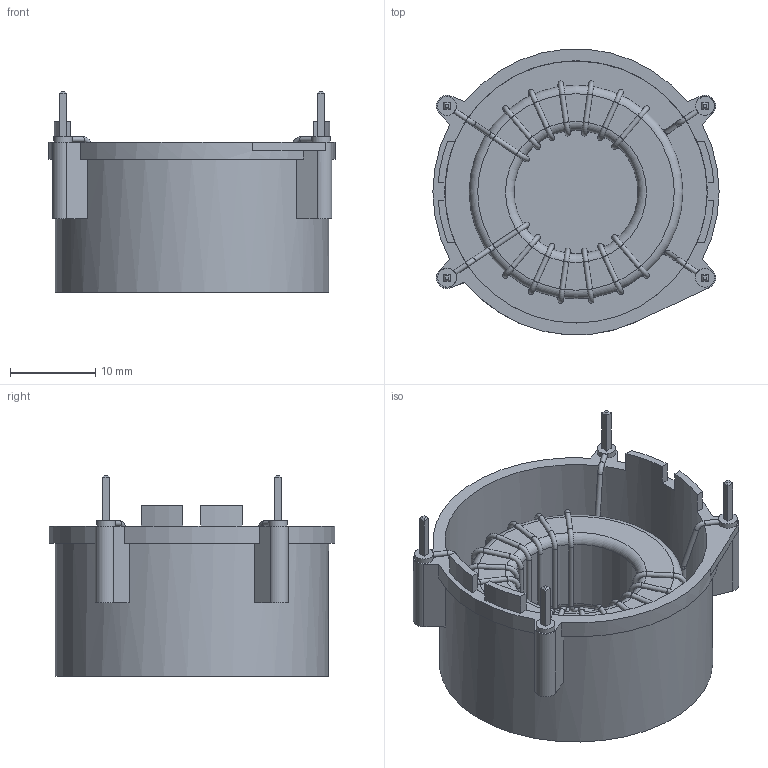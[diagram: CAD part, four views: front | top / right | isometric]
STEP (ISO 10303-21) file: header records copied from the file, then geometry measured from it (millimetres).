
FILE_DESCRIPTION( ( 'Unknown' ), '1' );
FILE_NAME( '7446923010.stp', 'Unknown', ( 'Unknown' ), ( 'Unknown' ), 'XStep 1.0', 'Unknown', ' ' );
FILE_SCHEMA( ( 'automotive_design' ) );
Length unit declared in the file: millimetre
Products named in the file (2): 1; 2
Bounding box: 33.5 x 33.42 x 23.5 mm (x, y, z)
Volume: 6183.8 mm3; surface area: 8311.5 mm2
Topology: 2 solids, 6 shells, 435 faces, 1034 edges, 643 vertices
Faces by surface type: plane 253, cylinder 84, torus 38, extrusion 32, bspline 28
Full cylindrical faces by diameter (mm): 0.6 x64, 2.2 x4, 14.5 x1, 25 x1, 30.7 x1, 32 x1
Entity records: 21477 total; most frequent: CARTESIAN_POINT 9193, ORIENTED_EDGE 1766, DIRECTION 1523, EDGE_CURVE 883, VERTEX_POINT 636, EDGE_LOOP 617, FACE_OUTER_BOUND 579, AXIS2_PLACEMENT_3D 561
